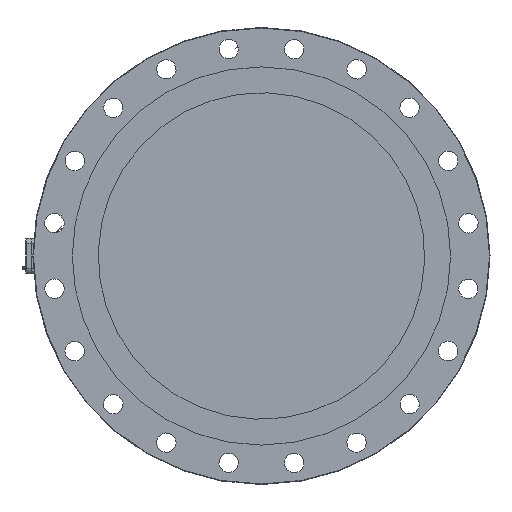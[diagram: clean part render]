
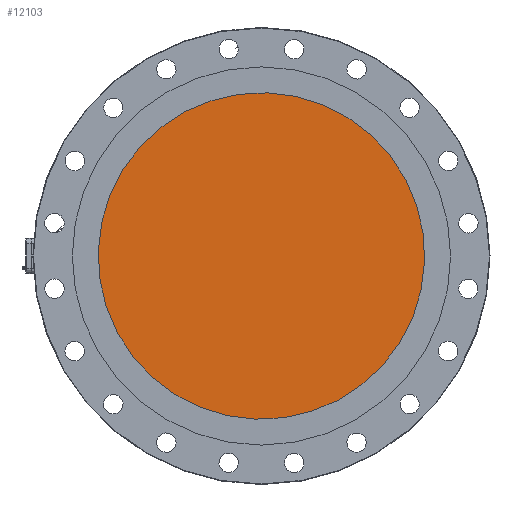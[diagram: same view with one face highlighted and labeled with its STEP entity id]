
A CAD part, left-side view. The second image highlights one B-rep face of the part: STEP entity #12103.
In plain terms, the highlighted planar face has unit normal (-1, 0, 0).
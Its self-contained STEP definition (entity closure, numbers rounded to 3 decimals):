
#2753=PLANE('',#12965);
#3484=FACE_OUTER_BOUND('',#4284,.T.);
#4284=EDGE_LOOP('',(#9560));
#4779=CIRCLE('',#12958,315.);
#5610=VERTEX_POINT('',#21205);
#6998=EDGE_CURVE('',#5610,#5610,#4779,.T.);
#9560=ORIENTED_EDGE('',*,*,#6998,.F.);
#12103=ADVANCED_FACE('',(#3484),#2753,.T.);
#12958=AXIS2_PLACEMENT_3D('',#21206,#15220,#15221);
#12965=AXIS2_PLACEMENT_3D('',#21320,#15240,#15241);
#15220=DIRECTION('center_axis',(1.,0.,0.));
#15221=DIRECTION('ref_axis',(0.,0.,-1.));
#15240=DIRECTION('center_axis',(-1.,0.,0.));
#15241=DIRECTION('ref_axis',(0.,0.,-1.));
#21205=CARTESIAN_POINT('',(-400.,0.,-315.));
#21206=CARTESIAN_POINT('Origin',(-400.,0.,0.));
#21320=CARTESIAN_POINT('Origin',(-400.,0.,0.));
